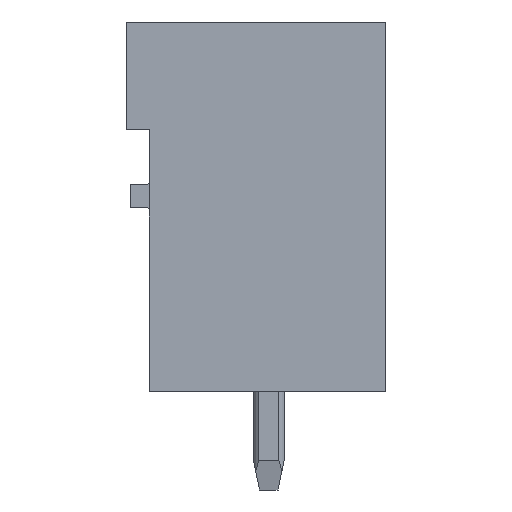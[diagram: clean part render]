
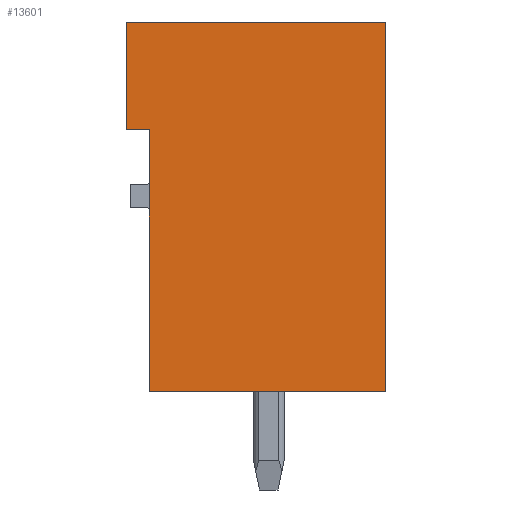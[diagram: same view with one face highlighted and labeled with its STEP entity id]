
A CAD part, left-side view. The second image highlights one B-rep face of the part: STEP entity #13601.
In plain terms, the highlighted planar face has unit normal (-1, 0, 0).
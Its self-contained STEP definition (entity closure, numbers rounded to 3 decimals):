
#13591=AXIS2_PLACEMENT_3D('Plane Axis2P3D',#13588,#13589,#13590) ;
#49=CARTESIAN_POINT('Vertex',(0.,0.,15.2)) ;
#52=CARTESIAN_POINT('Line Origine',(0.,0.,9.2)) ;
#56=CARTESIAN_POINT('Vertex',(0.,0.,3.2)) ;
#151=CARTESIAN_POINT('Vertex',(0.,8.43,15.2)) ;
#154=CARTESIAN_POINT('Line Origine',(0.,4.215,15.2)) ;
#2307=CARTESIAN_POINT('Vertex',(0.,8.43,11.7)) ;
#2310=CARTESIAN_POINT('Line Origine',(0.,8.43,13.45)) ;
#3142=CARTESIAN_POINT('Vertex',(0.,7.68,3.2)) ;
#3145=CARTESIAN_POINT('Line Origine',(0.,7.68,7.45)) ;
#3149=CARTESIAN_POINT('Vertex',(0.,7.68,11.7)) ;
#3586=CARTESIAN_POINT('Line Origine',(0.,3.84,3.2)) ;
#13536=CARTESIAN_POINT('Line Origine',(0.,8.055,11.7)) ;
#13588=CARTESIAN_POINT('Axis2P3D Location',(0.,0.,0.)) ;
#53=DIRECTION('Vector Direction',(0.,0.,-1.)) ;
#155=DIRECTION('Vector Direction',(0.,-1.,0.)) ;
#2311=DIRECTION('Vector Direction',(0.,0.,-1.)) ;
#3146=DIRECTION('Vector Direction',(0.,0.,-1.)) ;
#3587=DIRECTION('Vector Direction',(0.,1.,0.)) ;
#13537=DIRECTION('Vector Direction',(0.,-1.,0.)) ;
#13589=DIRECTION('Axis2P3D Direction',(-1.,0.,0.)) ;
#13590=DIRECTION('Axis2P3D XDirection',(0.,0.,1.)) ;
#54=VECTOR('Line Direction',#53,1.) ;
#156=VECTOR('Line Direction',#155,1.) ;
#2312=VECTOR('Line Direction',#2311,1.) ;
#3147=VECTOR('Line Direction',#3146,1.) ;
#3588=VECTOR('Line Direction',#3587,1.) ;
#13538=VECTOR('Line Direction',#13537,1.) ;
#13594=ORIENTED_EDGE('',*,*,#158,.T.) ;
#13595=ORIENTED_EDGE('',*,*,#2314,.T.) ;
#13596=ORIENTED_EDGE('',*,*,#13540,.T.) ;
#13597=ORIENTED_EDGE('',*,*,#3151,.T.) ;
#13598=ORIENTED_EDGE('',*,*,#3590,.T.) ;
#13599=ORIENTED_EDGE('',*,*,#58,.T.) ;
#13601=ADVANCED_FACE('HOUSING',(#13600),#13592,.T.) ;
#58=EDGE_CURVE('',#57,#50,#55,.F.) ;
#158=EDGE_CURVE('',#50,#152,#157,.F.) ;
#2314=EDGE_CURVE('',#152,#2308,#2313,.T.) ;
#3151=EDGE_CURVE('',#3150,#3143,#3148,.T.) ;
#3590=EDGE_CURVE('',#3143,#57,#3589,.F.) ;
#13540=EDGE_CURVE('',#2308,#3150,#13539,.T.) ;
#13593=EDGE_LOOP('',(#13594,#13595,#13596,#13597,#13598,#13599)) ;
#13600=FACE_OUTER_BOUND('',#13593,.T.) ;
#55=LINE('Line',#52,#54) ;
#157=LINE('Line',#154,#156) ;
#2313=LINE('Line',#2310,#2312) ;
#3148=LINE('Line',#3145,#3147) ;
#3589=LINE('Line',#3586,#3588) ;
#13539=LINE('Line',#13536,#13538) ;
#13592=PLANE('',#13591) ;
#50=VERTEX_POINT('',#49) ;
#57=VERTEX_POINT('',#56) ;
#152=VERTEX_POINT('',#151) ;
#2308=VERTEX_POINT('',#2307) ;
#3143=VERTEX_POINT('',#3142) ;
#3150=VERTEX_POINT('',#3149) ;
